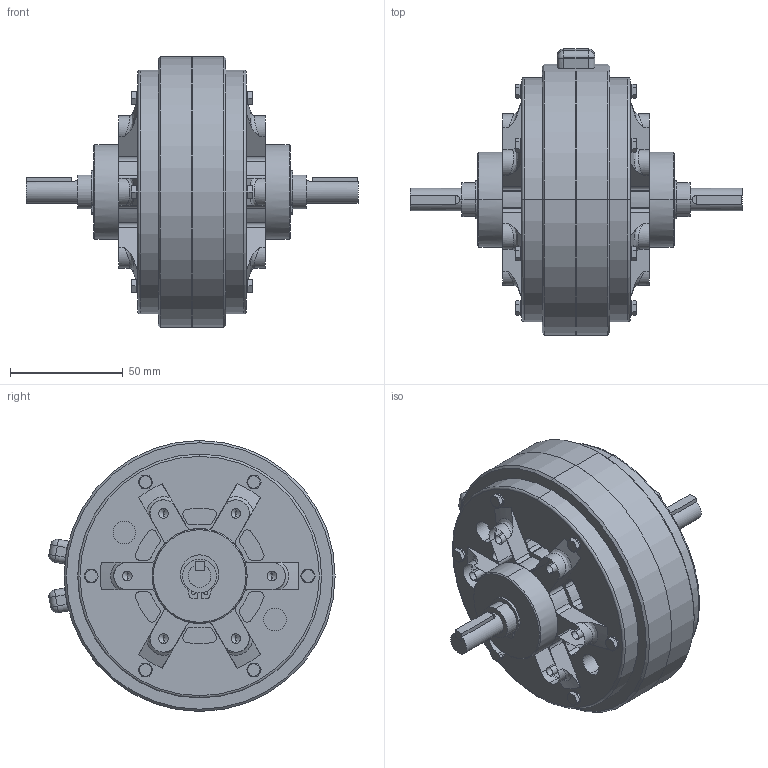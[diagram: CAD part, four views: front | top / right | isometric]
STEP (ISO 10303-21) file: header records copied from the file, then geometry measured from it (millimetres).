
FILE_DESCRIPTION (( 'STEP AP203' ), '1' );
FILE_NAME ('YPP616694.STEP', '2020-12-25T00:42:03', ( '' ), ( '' ), 'SwSTEP 2.0', 'SolidWorks 2016', '' );
FILE_SCHEMA (( 'CONFIG_CONTROL_DESIGN' ));
Length unit declared in the file: millimetre
Products named in the file (1): YPP616694
Bounding box: 147 x 126.76 x 120 mm (x, y, z)
Volume: 575081.9 mm3; surface area: 85453.6 mm2
Topology: 34 solids, 34 shells, 730 faces, 1754 edges, 1090 vertices
Faces by surface type: cylinder 316, plane 244, cone 140, bspline 12, sphere 10, torus 8
Entity records: 23985 total; most frequent: CARTESIAN_POINT 7081, DIRECTION 3622, ORIENTED_EDGE 3396, EDGE_CURVE 1698, AXIS2_PLACEMENT_3D 1437, VERTEX_POINT 1086, EDGE_LOOP 812, LINE 748
